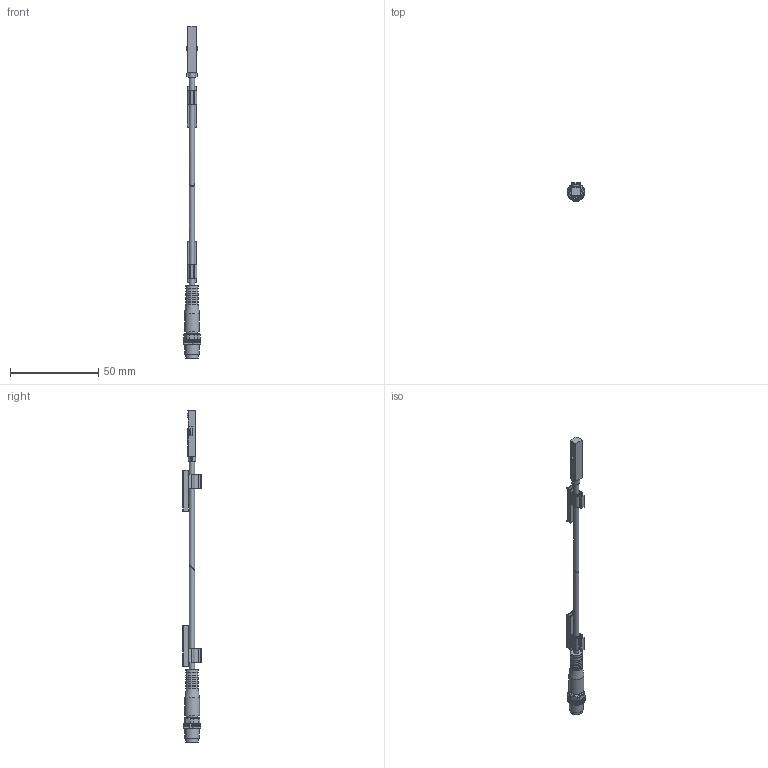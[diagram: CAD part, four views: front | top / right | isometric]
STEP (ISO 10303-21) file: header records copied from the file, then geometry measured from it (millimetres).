
FILE_DESCRIPTION(/* description */ ('STEP AP214'),/* implementation_level */ '2;1');
FILE_NAME(/* name */ '574334_SMT-8M-A-PS-24V-E-03-M8D',/* time_stamp */ '2024-09-10T03:18:53+02:00',/* author */ ('License CC BY-ND 4.0'),/* organization */ ('CADENAS'),/* preprocessor_version */ 'ST-DEVELOPER v19.3',/* originating_system */ 'PARTsolutions',/* authorisation */ ' ');
FILE_SCHEMA (('AUTOMOTIVE_DESIGN {1 0 10303 214 3 1 1}'));
Length unit declared in the file: millimetre
Products named in the file (4): 574334 SMT-8M-A-PS-24V-E-0.3-M8D; 574333 SMT-8M-A-1---M8D---(part); 1247168 ASCF-M-23-S DM 2.1-3.4; SMT-8M-A M8D
Assembly tree (4 placements, depth 2):
  574334 SMT-8M-A-PS-24V-E-0.3-M8D
    574333 SMT-8M-A-1---M8D---(part)
    1247168 ASCF-M-23-S DM 2.1-3.4  x2
    SMT-8M-A M8D
Bounding box: 9.93 x 10.3 x 188.3 mm (x, y, z)
Volume: 3889.4 mm3; surface area: 5381.2 mm2
Topology: 4 solids, 4 shells, 436 faces, 1157 edges, 752 vertices
Faces by surface type: plane 272, cylinder 147, torus 13, cone 4
Full cylindrical faces by diameter (mm): 1 x3, 2.9 x2, 3.387 x1, 4 x2, 4.5 x1, 5.775 x1, 5.95 x1, 6.86 x1, 7 x5, 8 x1, 8.5 x1
Entity records: 13019 total; most frequent: CARTESIAN_POINT 1917, DIRECTION 1914, ORIENTED_EDGE 1818, EDGE_CURVE 909, AXIS2_PLACEMENT_3D 646, LINE 622, VECTOR 622, VERTEX_POINT 609
